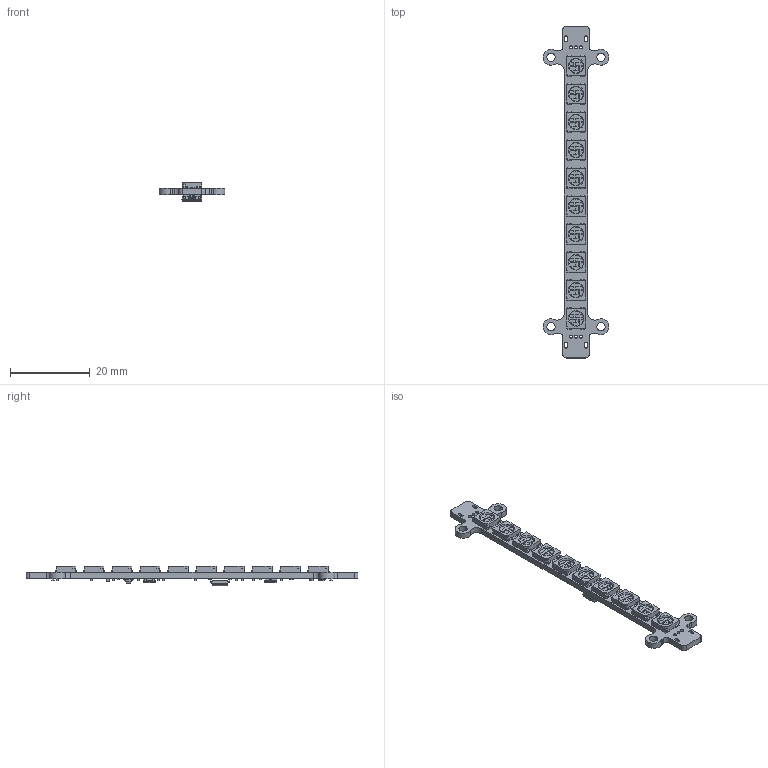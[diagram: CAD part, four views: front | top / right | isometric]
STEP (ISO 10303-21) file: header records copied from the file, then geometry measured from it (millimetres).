
FILE_DESCRIPTION(('Open CASCADE Model'),'2;1');
FILE_NAME('Open CASCADE Shape Model','2021-11-10T10:48:42',('Author'),( 'Open CASCADE'),'Open CASCADE STEP processor 6.8','Open CASCADE 6.8' ,'Unknown');
FILE_SCHEMA(('AUTOMOTIVE_DESIGN { 1 0 10303 214 1 1 1 1 }'));
Length unit declared in the file: millimetre
Products named in the file (73): PCB; Board; Open CASCADE STEP translator 6.8 2.1.1; D7; MSRC-RCLAMP0521P-N_v2; D6; D17; MSFT-SK6812; WS2812_RGB_LED_updated_v1; D16; C14; 6008452576; Extruded; 6008452416; C13; U2; MSRC-STM-8-SOIC; R3; 6568364592; 6568364832; R2; 6538035456; D15; R5; D14; D13; D12; D11; D10; D9; D8; C12; C11; C10; C9; C8; C7; U1; MSFT-SOT23-5; Model ...
Assembly tree (140 placements, depth 5):
  PCB
    Board
      Open CASCADE STEP translator 6.8 2.1.1
    D7
      MSRC-RCLAMP0521P-N_v2
    D6
      MSRC-RCLAMP0521P-N_v2
    D17
      MSFT-SK6812
        WS2812_RGB_LED_updated_v1
    D16
      MSFT-SK6812
        WS2812_RGB_LED_updated_v1
    C14
      6008452576  x2
        Extruded
      6008452416
        Extruded
    C13
      6008452576  x2
        Extruded
      6008452416
        Extruded
    U2
      MSRC-STM-8-SOIC
    R3
      6568364592
        Extruded
      6568364832  x2
        Extruded
    R2
      6568364592
        Extruded
      6538035456  x2
        Extruded
    D15
      MSFT-SK6812
        WS2812_RGB_LED_updated_v1
    R5
      6568364832  x2
        Extruded
      6568364592
        Extruded
    D14
      MSFT-SK6812
        WS2812_RGB_LED_updated_v1
    D13
      MSFT-SK6812
        WS2812_RGB_LED_updated_v1
    D12
      MSFT-SK6812
        WS2812_RGB_LED_updated_v1
    D11
      MSFT-SK6812
        WS2812_RGB_LED_updated_v1
    D10
      MSFT-SK6812
        WS2812_RGB_LED_updated_v1
    D9
      MSFT-SK6812
Bounding box: 16.5 x 83.15 x 4.8 mm (x, y, z)
Volume: 1226.2 mm3; surface area: 2680.6 mm2
Topology: 117 solids, 117 shells, 1532 faces, 3771 edges, 2486 vertices
Faces by surface type: plane 1203, cylinder 271, sphere 40, cone 10, bspline 8
Full cylindrical faces by diameter (mm): 0.152 x1, 0.165 x1, 0.66 x5, 0.71 x6, 1.146 x10, 2.1 x4
Entity records: 23065 total; most frequent: CARTESIAN_POINT 4098, DIRECTION 3438, ORIENTED_EDGE 3116, EDGE_CURVE 1558, LINE 1162, VECTOR 1162, AXIS2_PLACEMENT_3D 1138, VERTEX_POINT 1006
